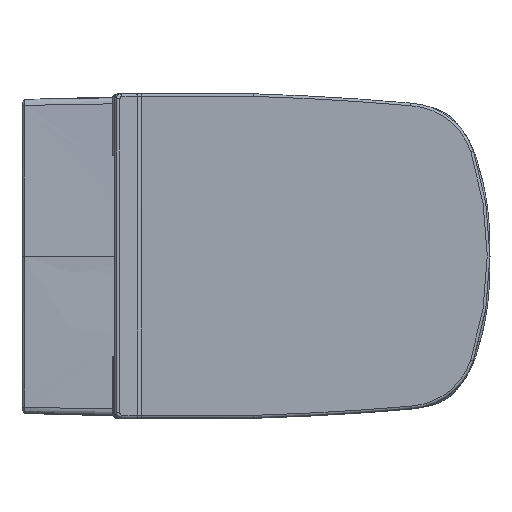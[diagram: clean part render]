
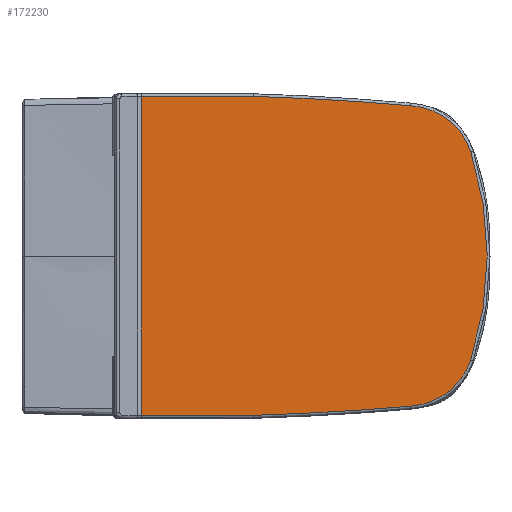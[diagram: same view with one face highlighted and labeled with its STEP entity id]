
A CAD part, top view. The second image highlights one B-rep face of the part: STEP entity #172230.
In plain terms, the highlighted face is planar.
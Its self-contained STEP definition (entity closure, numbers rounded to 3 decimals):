
#171552=CARTESIAN_POINT('',(-231.257,-5.689,66.744));
#171553=VERTEX_POINT('',#171552);
#171567=CARTESIAN_POINT('',(-162.092,-5.689,13.684));
#171568=VERTEX_POINT('',#171567);
#171569=CARTESIAN_POINT('',(-157.407,-5.689,91.401));
#171570=DIRECTION('',(0.,-1.,0.));
#171571=DIRECTION('',(-0.609,0.,-0.793));
#171572=AXIS2_PLACEMENT_3D('',#171569,#171570,#171571);
#171573=CIRCLE('',#171572,77.858);
#171574=EDGE_CURVE('',#171553,#171568,#171573,.T.);
#171602=CARTESIAN_POINT('',(19.436,-5.689,3.));
#171603=VERTEX_POINT('',#171602);
#171604=CARTESIAN_POINT('',(113.595,-5.689,3150.249));
#171605=DIRECTION('',(0.,-1.,0.));
#171606=DIRECTION('',(-0.059,0.,-0.998));
#171607=AXIS2_PLACEMENT_3D('',#171604,#171605,#171606);
#171608=CIRCLE('',#171607,3148.657);
#171609=EDGE_CURVE('',#171568,#171603,#171608,.T.);
#171636=CARTESIAN_POINT('',(148.84,-5.689,371.0));
#171637=VERTEX_POINT('',#171636);
#171645=CARTESIAN_POINT('',(19.435,-5.689,371.));
#171646=VERTEX_POINT('',#171645);
#171647=CARTESIAN_POINT('',(148.84,-5.689,371.0));
#171648=DIRECTION('',(-1.0,0.0,0.0));
#171649=VECTOR('',#171648,129.405);
#171650=LINE('',#171647,#171649);
#171651=EDGE_CURVE('',#171637,#171646,#171650,.T.);
#172026=CARTESIAN_POINT('',(148.84,-5.689,3.));
#172027=VERTEX_POINT('',#172026);
#172052=CARTESIAN_POINT('',(19.436,-5.689,3.));
#172053=DIRECTION('',(1.0,0.0,0.0));
#172054=VECTOR('',#172053,129.405);
#172055=LINE('',#172052,#172054);
#172056=EDGE_CURVE('',#171603,#172027,#172055,.T.);
#172079=CARTESIAN_POINT('',(-162.092,-5.689,360.316));
#172080=VERTEX_POINT('',#172079);
#172081=CARTESIAN_POINT('',(113.595,-5.689,-2776.249));
#172082=DIRECTION('',(0.,-1.,0.));
#172083=DIRECTION('',(-0.059,0.,0.998));
#172084=AXIS2_PLACEMENT_3D('',#172081,#172082,#172083);
#172085=CIRCLE('',#172084,3148.657);
#172086=EDGE_CURVE('',#171646,#172080,#172085,.T.);
#172111=CARTESIAN_POINT('',(-231.257,-5.689,307.256));
#172112=VERTEX_POINT('',#172111);
#172113=CARTESIAN_POINT('',(-157.407,-5.689,282.599));
#172114=DIRECTION('',(0.,-1.,0.));
#172115=DIRECTION('',(-0.609,0.,0.793));
#172116=AXIS2_PLACEMENT_3D('',#172113,#172114,#172115);
#172117=CIRCLE('',#172116,77.858);
#172118=EDGE_CURVE('',#172080,#172112,#172117,.T.);
#172162=CARTESIAN_POINT('',(138.161,-5.689,187.));
#172163=DIRECTION('',(0.0,-1.0,0.0));
#172164=DIRECTION('',(-1.0,0.0,0.0));
#172165=AXIS2_PLACEMENT_3D('',#172162,#172163,#172164);
#172166=CIRCLE('',#172165,388.498);
#172167=EDGE_CURVE('',#172112,#171553,#172166,.T.);
#172210=CARTESIAN_POINT('',(-254.405,-5.689,0.0));
#172211=DIRECTION('',(0.0,1.0,0.0));
#172212=DIRECTION('',(0.0,0.0,1.0));
#172213=AXIS2_PLACEMENT_3D('',#172210,#172211,#172212);
#172214=PLANE('',#172213);
#172215=ORIENTED_EDGE('',*,*,#172056,.F.);
#172216=ORIENTED_EDGE('',*,*,#171609,.F.);
#172217=ORIENTED_EDGE('',*,*,#171574,.F.);
#172218=ORIENTED_EDGE('',*,*,#172167,.F.);
#172219=ORIENTED_EDGE('',*,*,#172118,.F.);
#172220=ORIENTED_EDGE('',*,*,#172086,.F.);
#172221=ORIENTED_EDGE('',*,*,#171651,.F.);
#172222=CARTESIAN_POINT('',(148.84,-5.689,3.));
#172223=DIRECTION('',(0.0,0.0,1.0));
#172224=VECTOR('',#172223,368.0);
#172225=LINE('',#172222,#172224);
#172226=EDGE_CURVE('',#172027,#171637,#172225,.T.);
#172227=ORIENTED_EDGE('',*,*,#172226,.F.);
#172228=EDGE_LOOP('',(#172215,#172216,#172217,#172218,#172219,#172220,#172221,#172227));
#172229=FACE_OUTER_BOUND('',#172228,.T.);
#172230=ADVANCED_FACE('',(#172229),#172214,.T.);
